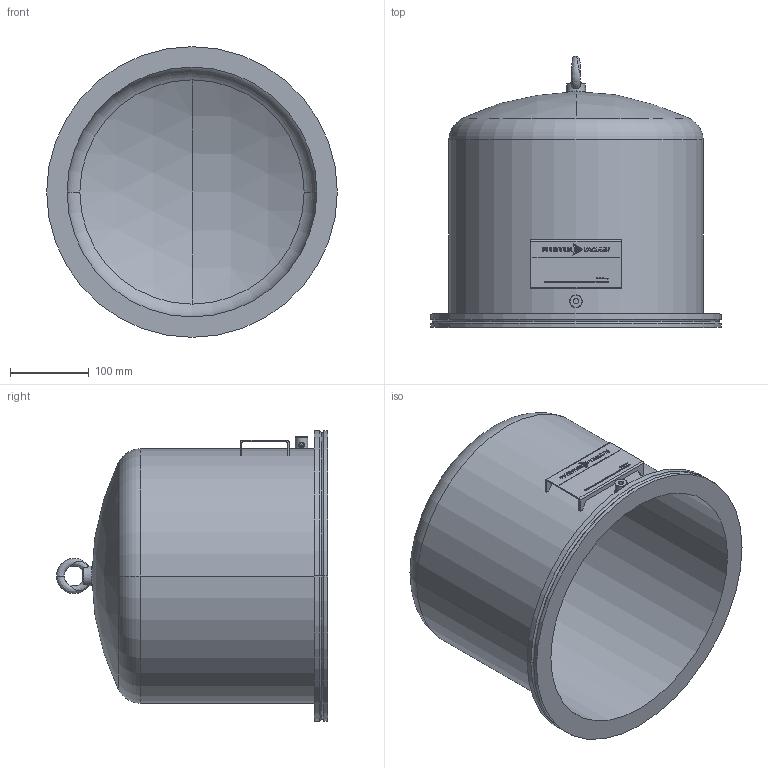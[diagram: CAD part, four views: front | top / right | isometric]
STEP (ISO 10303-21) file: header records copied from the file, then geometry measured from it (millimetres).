
FILE_DESCRIPTION (( 'STEP AP214' ), '1' );
FILE_NAME ('820KMG320-300.stp', '2017-05-29T12:05:28', ( '' ), ( '' ), 'SwSTEP 2.0', 'SolidWorks 2015', '' );
FILE_SCHEMA (( 'AUTOMOTIVE_DESIGN' ));
Length unit declared in the file: millimetre
Products named in the file (1): 820KMG320-300
Bounding box: 370 x 344.99 x 370 mm (x, y, z)
Volume: 1434639.2 mm3; surface area: 783000.9 mm2
Topology: 4 solids, 4 shells, 2139 faces, 5863 edges, 3904 vertices
Faces by surface type: bspline 1152, plane 938, cylinder 29, cone 8, torus 8, sphere 4
Entity records: 99257 total; most frequent: CARTESIAN_POINT 29251, ORIENTED_EDGE 11726, EDGE_CURVE 5863, DIRECTION 5609, VERTEX_POINT 3904, VECTOR 3453, LINE 3453, B_SPLINE_CURVE_WITH_KNOTS 2320
